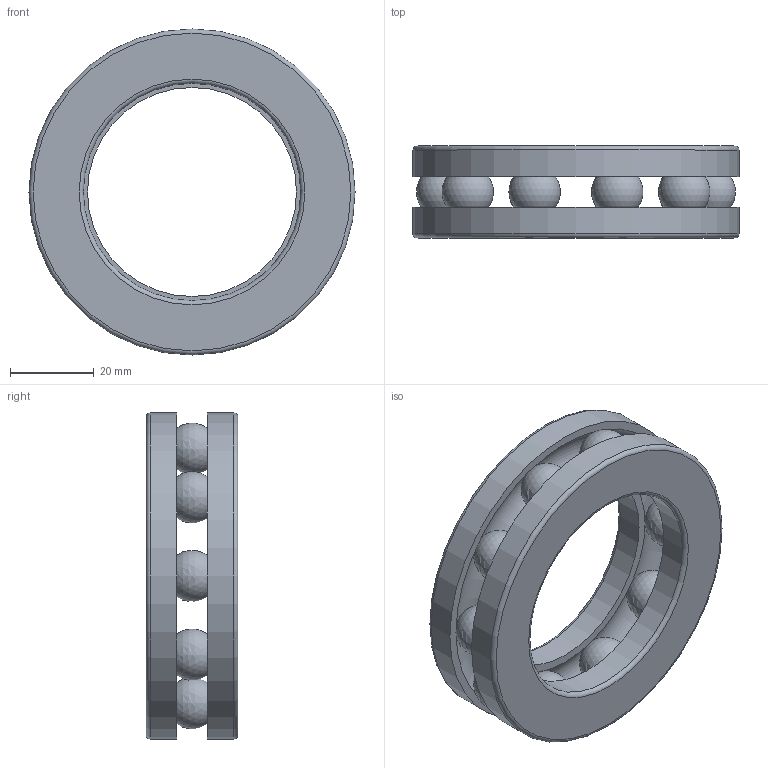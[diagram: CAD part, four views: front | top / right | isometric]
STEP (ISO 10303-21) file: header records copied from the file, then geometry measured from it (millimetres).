
FILE_DESCRIPTION(/* description */ ('STEP AP214'),/* implementation_level */ '2;1');
FILE_NAME(/* name */ '51210',/* time_stamp */ '2025-09-18T14:31:35+02:00',/* author */ ('License CC BY-ND 4.0'),/* organization */ ('CADENAS'),/* preprocessor_version */ 'ST-DEVELOPER v19.3',/* originating_system */ 'PARTsolutions',/* authorisation */ ' ');
FILE_SCHEMA (('AUTOMOTIVE_DESIGN {1 0 10303 214 3 1 1}'));
Length unit declared in the file: millimetre
Products named in the file (4): 51210; 51210 Housing raceway disc; 51210 Shaft raceway disc; 51210 Ball
Assembly tree (12 placements, depth 2):
  51210
    51210 Housing raceway disc
    51210 Shaft raceway disc
    51210 Ball  x10
Bounding box: 78 x 22 x 78 mm (x, y, z)
Volume: 42785.2 mm3; surface area: 21945.9 mm2
Topology: 12 solids, 12 shells, 26 faces, 56 edges, 36 vertices
Faces by surface type: sphere 10, torus 6, plane 6, cylinder 4
Full cylindrical faces by diameter (mm): 50 x1, 52 x1, 78 x2
Entity records: 519 total; most frequent: DIRECTION 92, CARTESIAN_POINT 63, AXIS2_PLACEMENT_3D 46, FACE_BOUND 33, ORIENTED_EDGE 32, EDGE_LOOP 32, VERTEX_POINT 17, ADVANCED_FACE 17
